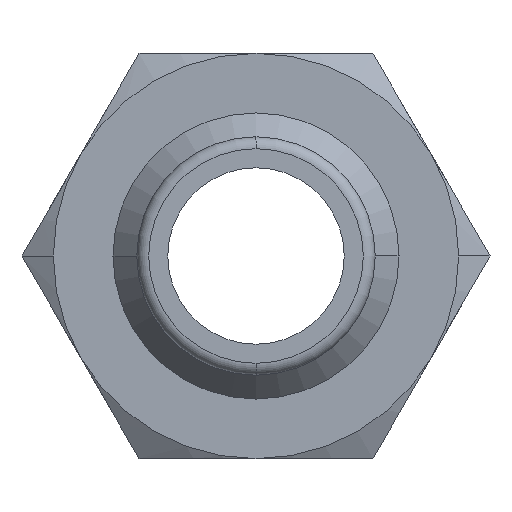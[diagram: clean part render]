
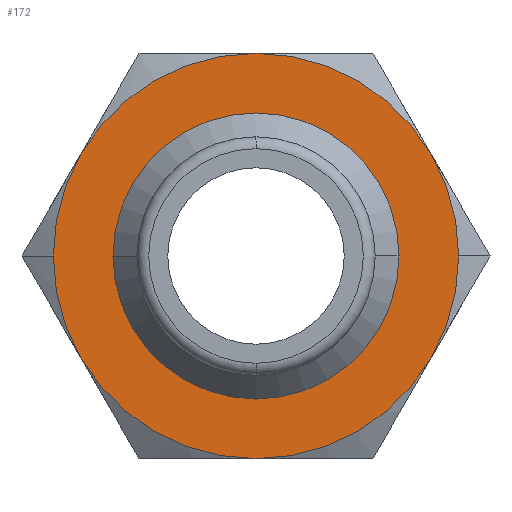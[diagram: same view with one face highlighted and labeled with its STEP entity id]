
A CAD part, front view. The second image highlights one B-rep face of the part: STEP entity #172.
In plain terms, the highlighted planar face has unit normal (0, -1, 0).
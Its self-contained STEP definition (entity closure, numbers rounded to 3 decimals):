
#172=ADVANCED_FACE('',(#341,#342),#343,.T.);
#341=FACE_OUTER_BOUND('',#502,.T.);
#342=FACE_BOUND('',#503,.T.);
#343=PLANE('',#504);
#502=EDGE_LOOP('',(#917,#918,#919,#920,#921,#922,#923,#924));
#503=EDGE_LOOP('',(#925,#926));
#504=AXIS2_PLACEMENT_3D('',#927,#928,#929);
#917=ORIENTED_EDGE('',*,*,#1088,.F.);
#918=ORIENTED_EDGE('',*,*,#1078,.F.);
#919=ORIENTED_EDGE('',*,*,#1072,.F.);
#920=ORIENTED_EDGE('',*,*,#1082,.F.);
#921=ORIENTED_EDGE('',*,*,#1002,.F.);
#922=ORIENTED_EDGE('',*,*,#1053,.F.);
#923=ORIENTED_EDGE('',*,*,#947,.F.);
#924=ORIENTED_EDGE('',*,*,#1090,.F.);
#925=ORIENTED_EDGE('',*,*,#1030,.F.);
#926=ORIENTED_EDGE('',*,*,#1075,.F.);
#927=CARTESIAN_POINT('',(4.25,20.0,0.0));
#928=DIRECTION('',(-0.0,-1.0,-0.0));
#929=DIRECTION('',(-1.0,0.0,0.0));
#947=EDGE_CURVE('',#1119,#1116,#1121,.T.);
#1002=EDGE_CURVE('',#1212,#1210,#1214,.T.);
#1030=EDGE_CURVE('',#1249,#1247,#1251,.T.);
#1053=EDGE_CURVE('',#1116,#1212,#1279,.T.);
#1072=EDGE_CURVE('',#1130,#1298,#1299,.T.);
#1075=EDGE_CURVE('',#1247,#1249,#1302,.T.);
#1078=EDGE_CURVE('',#1298,#1195,#1305,.T.);
#1082=EDGE_CURVE('',#1210,#1130,#1309,.T.);
#1088=EDGE_CURVE('',#1195,#1314,#1316,.T.);
#1090=EDGE_CURVE('',#1314,#1119,#1318,.T.);
#1116=VERTEX_POINT('',#1346);
#1119=VERTEX_POINT('',#1360);
#1121=CIRCLE('',#1373,8.5);
#1130=VERTEX_POINT('',#1404);
#1195=VERTEX_POINT('',#1534);
#1210=VERTEX_POINT('',#1607);
#1212=VERTEX_POINT('',#1610);
#1214=CIRCLE('',#1623,8.5);
#1247=VERTEX_POINT('',#1660);
#1249=VERTEX_POINT('',#1663);
#1251=CIRCLE('',#1666,6.0);
#1279=CIRCLE('',#1742,8.5);
#1298=VERTEX_POINT('',#1795);
#1299=CIRCLE('',#1796,8.5);
#1302=CIRCLE('',#1810,6.0);
#1305=CIRCLE('',#1824,8.5);
#1309=CIRCLE('',#1828,8.5);
#1314=VERTEX_POINT('',#1833);
#1316=CIRCLE('',#1836,8.5);
#1318=CIRCLE('',#1838,8.5);
#1346=CARTESIAN_POINT('',(0.0,20.0,-8.5));
#1360=CARTESIAN_POINT('',(7.361,20.0,-4.25));
#1373=AXIS2_PLACEMENT_3D('',#1869,#1870,#1871);
#1404=CARTESIAN_POINT('',(-7.361,20.0,4.25));
#1534=CARTESIAN_POINT('',(7.361,20.0,4.25));
#1607=CARTESIAN_POINT('',(-8.5,20.0,0.));
#1610=CARTESIAN_POINT('',(-7.361,20.0,-4.25));
#1623=AXIS2_PLACEMENT_3D('',#1934,#1935,#1936);
#1660=CARTESIAN_POINT('',(6.0,20.0,0.));
#1663=CARTESIAN_POINT('',(-6.0,20.0,0.));
#1666=AXIS2_PLACEMENT_3D('',#1982,#1983,#1984);
#1742=AXIS2_PLACEMENT_3D('',#2013,#2014,#2015);
#1795=CARTESIAN_POINT('',(0.,20.0,8.5));
#1796=AXIS2_PLACEMENT_3D('',#2029,#2030,#2031);
#1810=AXIS2_PLACEMENT_3D('',#2032,#2033,#2034);
#1824=AXIS2_PLACEMENT_3D('',#2035,#2036,#2037);
#1828=AXIS2_PLACEMENT_3D('',#2038,#2039,#2040);
#1833=CARTESIAN_POINT('',(8.5,20.0,0.));
#1836=AXIS2_PLACEMENT_3D('',#2042,#2043,#2044);
#1838=AXIS2_PLACEMENT_3D('',#2045,#2046,#2047);
#1869=CARTESIAN_POINT('',(0.0,20.0,0.0));
#1870=DIRECTION('',(-0.0,1.0,0.0));
#1871=DIRECTION('',(1.0,0.0,0.0));
#1934=CARTESIAN_POINT('',(0.0,20.0,0.0));
#1935=DIRECTION('',(-0.0,1.0,0.0));
#1936=DIRECTION('',(1.0,0.0,0.0));
#1982=CARTESIAN_POINT('',(0.0,20.0,0.0));
#1983=DIRECTION('',(0.0,-1.0,0.0));
#1984=DIRECTION('',(1.0,0.0,0.0));
#2013=CARTESIAN_POINT('',(0.0,20.0,0.0));
#2014=DIRECTION('',(-0.0,1.0,0.0));
#2015=DIRECTION('',(1.0,0.0,0.0));
#2029=CARTESIAN_POINT('',(0.0,20.0,0.0));
#2030=DIRECTION('',(-0.0,1.0,0.0));
#2031=DIRECTION('',(1.0,0.0,0.0));
#2032=CARTESIAN_POINT('',(0.0,20.0,0.0));
#2033=DIRECTION('',(0.0,-1.0,0.0));
#2034=DIRECTION('',(1.0,0.0,0.0));
#2035=CARTESIAN_POINT('',(0.0,20.0,0.0));
#2036=DIRECTION('',(-0.0,1.0,0.0));
#2037=DIRECTION('',(1.0,0.0,0.0));
#2038=CARTESIAN_POINT('',(0.0,20.0,0.0));
#2039=DIRECTION('',(-0.0,1.0,0.0));
#2040=DIRECTION('',(1.0,0.0,0.0));
#2042=CARTESIAN_POINT('',(0.0,20.0,0.0));
#2043=DIRECTION('',(-0.0,1.0,0.0));
#2044=DIRECTION('',(1.0,0.0,0.0));
#2045=CARTESIAN_POINT('',(0.0,20.0,0.0));
#2046=DIRECTION('',(-0.0,1.0,0.0));
#2047=DIRECTION('',(1.0,0.0,0.0));
